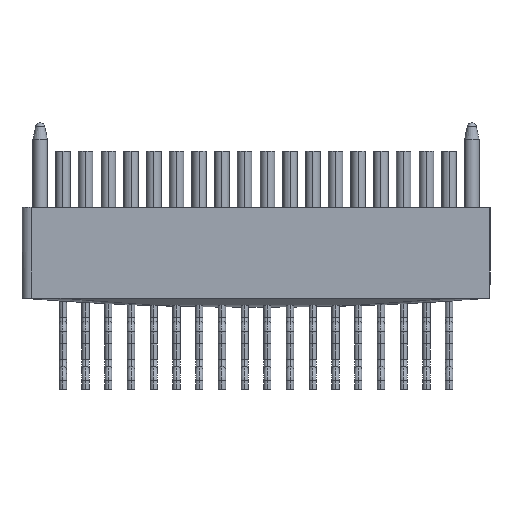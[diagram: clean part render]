
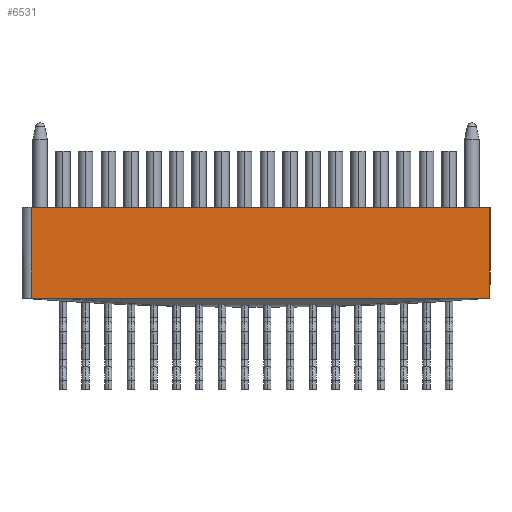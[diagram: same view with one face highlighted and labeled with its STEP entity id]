
A CAD part, front view. The second image highlights one B-rep face of the part: STEP entity #6531.
In plain terms, the highlighted planar face has unit normal (0, -1, 0).
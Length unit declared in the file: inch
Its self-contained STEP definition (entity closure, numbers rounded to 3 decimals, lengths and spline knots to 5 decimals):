
#675 = VECTOR ( 'NONE', #11924, 39.37008 ) ;
#770 = ORIENTED_EDGE ( 'NONE', *, *, #18031, .T. ) ;
#1024 = DIRECTION ( 'NONE',  ( 0., 0., -1. ) ) ;
#1747 = VERTEX_POINT ( 'NONE', #8869 ) ;
#2008 = VERTEX_POINT ( 'NONE', #20980 ) ;
#2066 = EDGE_CURVE ( 'NONE', #2008, #29121, #4699, .T. ) ;
#2903 = LINE ( 'NONE', #20130, #18459 ) ;
#3581 = DIRECTION ( 'NONE',  ( -1., 0., 0. ) ) ;
#4198 = EDGE_CURVE ( 'NONE', #14174, #12565, #2903, .T. ) ;
#4466 = ORIENTED_EDGE ( 'NONE', *, *, #4198, .F. ) ;
#4699 = LINE ( 'NONE', #11224, #675 ) ;
#4743 = CARTESIAN_POINT ( 'NONE',  ( -0.2575, -0.035, -0.05 ) ) ;
#4818 = AXIS2_PLACEMENT_3D ( 'NONE', #7476, #12204, #28824 ) ;
#5075 = PLANE ( 'NONE',  #4818 ) ;
#6433 = VECTOR ( 'NONE', #18937, 39.37008 ) ;
#6531 = ADVANCED_FACE ( 'NONE', ( #14583 ), #5075, .T. ) ;
#7090 = ORIENTED_EDGE ( 'NONE', *, *, #15047, .F. ) ;
#7476 = CARTESIAN_POINT ( 'NONE',  ( -0.2575, -0.035, -0.05 ) ) ;
#8869 = CARTESIAN_POINT ( 'NONE',  ( -0.2475, -0.035, 0.05 ) ) ;
#9110 = CARTESIAN_POINT ( 'NONE',  ( -0.2575, -0.035, 0.05 ) ) ;
#10955 = VERTEX_POINT ( 'NONE', #27492 ) ;
#11224 = CARTESIAN_POINT ( 'NONE',  ( 0.2575, -0.035, -0.05 ) ) ;
#11924 = DIRECTION ( 'NONE',  ( 0., 0., 1. ) ) ;
#12066 = DIRECTION ( 'NONE',  ( -1., 0., 0. ) ) ;
#12204 = DIRECTION ( 'NONE',  ( 0., -1., 0. ) ) ;
#12565 = VERTEX_POINT ( 'NONE', #14204 ) ;
#13291 = LINE ( 'NONE', #17529, #25962 ) ;
#13435 = LINE ( 'NONE', #4743, #6433 ) ;
#14174 = VERTEX_POINT ( 'NONE', #22713 ) ;
#14204 = CARTESIAN_POINT ( 'NONE',  ( -0.2475, -0.035, -0.05 ) ) ;
#14583 = FACE_OUTER_BOUND ( 'NONE', #26262, .T. ) ;
#15047 = EDGE_CURVE ( 'NONE', #2008, #10955, #13435, .T. ) ;
#15714 = VECTOR ( 'NONE', #25701, 39.37008 ) ;
#16267 = VECTOR ( 'NONE', #12066, 39.37008 ) ;
#17529 = CARTESIAN_POINT ( 'NONE',  ( -0.2475, -0.035, -0.05 ) ) ;
#17760 = ORIENTED_EDGE ( 'NONE', *, *, #2066, .T. ) ;
#17845 = ORIENTED_EDGE ( 'NONE', *, *, #26106, .F. ) ;
#18031 = EDGE_CURVE ( 'NONE', #1747, #12565, #13291, .T. ) ;
#18459 = VECTOR ( 'NONE', #3581, 39.37008 ) ;
#18937 = DIRECTION ( 'NONE',  ( -1., 0., 0. ) ) ;
#19133 = CARTESIAN_POINT ( 'NONE',  ( 0.2575, -0.035, -0.05 ) ) ;
#20130 = CARTESIAN_POINT ( 'NONE',  ( -0.2575, -0.035, -0.05 ) ) ;
#20980 = CARTESIAN_POINT ( 'NONE',  ( 0.2575, -0.035, -0.05 ) ) ;
#21999 = LINE ( 'NONE', #9110, #15714 ) ;
#22255 = EDGE_CURVE ( 'NONE', #10955, #14174, #28901, .T. ) ;
#22713 = CARTESIAN_POINT ( 'NONE',  ( -0.21455, -0.035, -0.05 ) ) ;
#23060 = ORIENTED_EDGE ( 'NONE', *, *, #22255, .F. ) ;
#25701 = DIRECTION ( 'NONE',  ( 1., 0., 0. ) ) ;
#25962 = VECTOR ( 'NONE', #1024, 39.37008 ) ;
#26106 = EDGE_CURVE ( 'NONE', #1747, #29121, #21999, .T. ) ;
#26262 = EDGE_LOOP ( 'NONE', ( #7090, #17760, #17845, #770, #4466, #23060 ) ) ;
#27492 = CARTESIAN_POINT ( 'NONE',  ( 0.21455, -0.035, -0.05 ) ) ;
#27908 = CARTESIAN_POINT ( 'NONE',  ( 0.2575, -0.035, 0.05 ) ) ;
#28824 = DIRECTION ( 'NONE',  ( 0., 0., -1. ) ) ;
#28901 = LINE ( 'NONE', #19133, #16267 ) ;
#29121 = VERTEX_POINT ( 'NONE', #27908 ) ;
